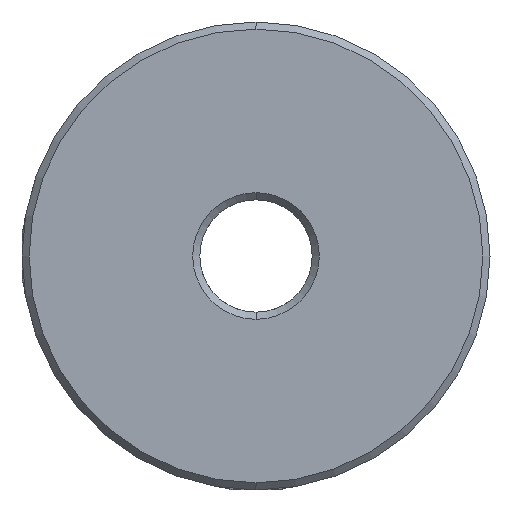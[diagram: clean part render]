
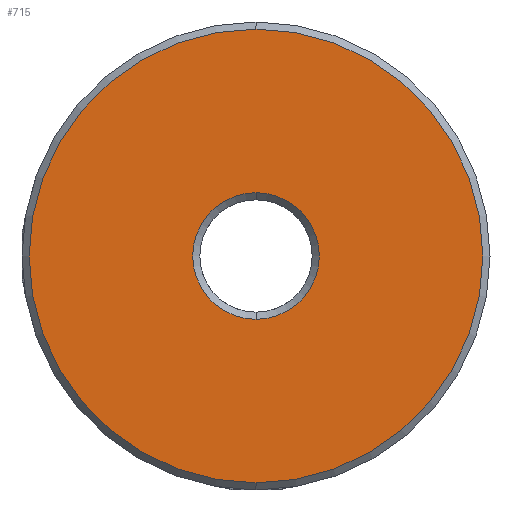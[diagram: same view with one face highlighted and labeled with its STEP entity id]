
A CAD part, left-side view. The second image highlights one B-rep face of the part: STEP entity #715.
In plain terms, the highlighted planar face has unit normal (-1, 0, 0).
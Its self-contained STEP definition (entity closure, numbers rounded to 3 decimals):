
#344 = EDGE_LOOP ( 'NONE', ( #5475, #5476 ) ) ;
#367 = EDGE_LOOP ( 'NONE', ( #5477, #5478 ) ) ;
#438 = CIRCLE ( 'NONE', #1481, 12.119 ) ;
#441 = EDGE_CURVE ( 'NONE', #775, #776, #438, .T. ) ;
#515 = EDGE_CURVE ( 'NONE', #776, #775, #1923, .T. ) ;
#516 = EDGE_CURVE ( 'NONE', #773, #774, #1924, .T. ) ;
#715 = ADVANCED_FACE ( 'NONE', ( #3262, #3265 ), #3570, .F. ) ;
#773 = VERTEX_POINT ( 'NONE', #3825 ) ;
#774 = VERTEX_POINT ( 'NONE', #3826 ) ;
#775 = VERTEX_POINT ( 'NONE', #3827 ) ;
#776 = VERTEX_POINT ( 'NONE', #3828 ) ;
#1370 = EDGE_CURVE ( 'NONE', #774, #773, #4597, .T. ) ;
#1481 = AXIS2_PLACEMENT_3D ( 'NONE', #1656, #1658, #1659 ) ;
#1505 = AXIS2_PLACEMENT_3D ( 'NONE', #2330, #2332, #2333 ) ;
#1509 = AXIS2_PLACEMENT_3D ( 'NONE', #2310, #2335, #2336 ) ;
#1656 = CARTESIAN_POINT ( 'NONE',  ( -17., 0., 0. ) ) ;
#1658 = DIRECTION ( 'NONE',  ( -1., 0., 0. ) ) ;
#1659 = DIRECTION ( 'NONE',  ( 0., 0., -1. ) ) ;
#1923 = CIRCLE ( 'NONE', #1505, 12.119 ) ;
#1924 = CIRCLE ( 'NONE', #1509, 3.381 ) ;
#2310 = CARTESIAN_POINT ( 'NONE',  ( -17., 0., 0. ) ) ;
#2330 = CARTESIAN_POINT ( 'NONE',  ( -17., 0., 0. ) ) ;
#2332 = DIRECTION ( 'NONE',  ( -1., 0., 0. ) ) ;
#2333 = DIRECTION ( 'NONE',  ( 0., 0., -1. ) ) ;
#2335 = DIRECTION ( 'NONE',  ( 1., 0., 0. ) ) ;
#2336 = DIRECTION ( 'NONE',  ( 0., 0., -1. ) ) ;
#2826 = AXIS2_PLACEMENT_3D ( 'NONE', #3573, #3584, #3585 ) ;
#3001 = AXIS2_PLACEMENT_3D ( 'NONE', #4840, #4841, #4842 ) ;
#3262 = FACE_OUTER_BOUND ( 'NONE', #344, .T. ) ;
#3265 = FACE_BOUND ( 'NONE', #367, .T. ) ;
#3570 = PLANE ( 'NONE',  #2826 ) ;
#3573 = CARTESIAN_POINT ( 'NONE',  ( -17., 0., 0. ) ) ;
#3584 = DIRECTION ( 'NONE',  ( 1., 0., 0. ) ) ;
#3585 = DIRECTION ( 'NONE',  ( 0., 0., -1. ) ) ;
#3825 = CARTESIAN_POINT ( 'NONE',  ( -17., 0., -3.381 ) ) ;
#3826 = CARTESIAN_POINT ( 'NONE',  ( -17., 0., 3.381 ) ) ;
#3827 = CARTESIAN_POINT ( 'NONE',  ( -17., 0., 12.119 ) ) ;
#3828 = CARTESIAN_POINT ( 'NONE',  ( -17., 0., -12.119 ) ) ;
#4597 = CIRCLE ( 'NONE', #3001, 3.381 ) ;
#4840 = CARTESIAN_POINT ( 'NONE',  ( -17., 0., 0. ) ) ;
#4841 = DIRECTION ( 'NONE',  ( 1., 0., 0. ) ) ;
#4842 = DIRECTION ( 'NONE',  ( 0., 0., -1. ) ) ;
#5475 = ORIENTED_EDGE ( 'NONE', *, *, #515, .T. ) ;
#5476 = ORIENTED_EDGE ( 'NONE', *, *, #441, .T. ) ;
#5477 = ORIENTED_EDGE ( 'NONE', *, *, #1370, .T. ) ;
#5478 = ORIENTED_EDGE ( 'NONE', *, *, #516, .T. ) ;
